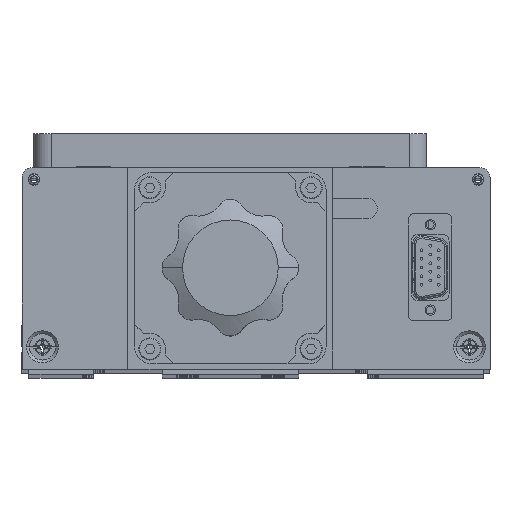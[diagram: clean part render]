
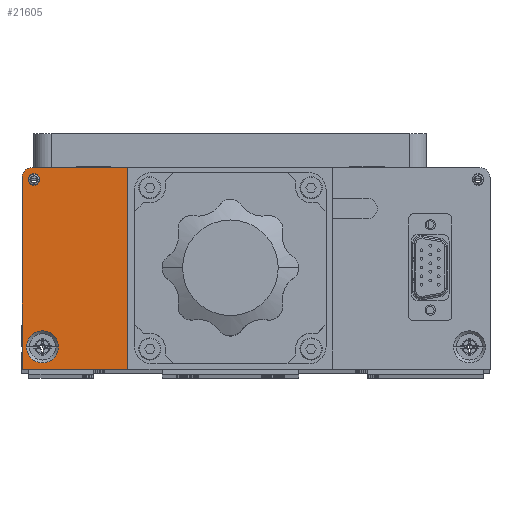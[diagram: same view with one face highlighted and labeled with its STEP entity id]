
A CAD part, top view. The second image highlights one B-rep face of the part: STEP entity #21605.
In plain terms, the highlighted planar face has unit normal (0, 0, 1).
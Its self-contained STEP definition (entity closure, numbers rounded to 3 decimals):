
#55 = VERTEX_POINT ( 'NONE', #7764 ) ;
#75 = CARTESIAN_POINT ( 'NONE',  ( -71.611, 47.082, 355. ) ) ;
#1705 = ORIENTED_EDGE ( 'NONE', *, *, #6763, .T. ) ;
#2181 = AXIS2_PLACEMENT_3D ( 'NONE', #5759, #2271, #7775 ) ;
#2271 = DIRECTION ( 'NONE',  ( 0., 0., 1. ) ) ;
#2629 = VERTEX_POINT ( 'NONE', #28463 ) ;
#3651 = CIRCLE ( 'NONE', #26342, 1.65 ) ;
#3877 = DIRECTION ( 'NONE',  ( 1., 0., 0. ) ) ;
#4009 = ORIENTED_EDGE ( 'NONE', *, *, #21655, .F. ) ;
#4017 = DIRECTION ( 'NONE',  ( 1., 0., 0. ) ) ;
#4414 = DIRECTION ( 'NONE',  ( 0., 0., 1. ) ) ;
#4717 = DIRECTION ( 'NONE',  ( 1., 0., 0. ) ) ;
#4739 = ORIENTED_EDGE ( 'NONE', *, *, #11598, .T. ) ;
#5412 = AXIS2_PLACEMENT_3D ( 'NONE', #26061, #9390, #14025 ) ;
#5759 = CARTESIAN_POINT ( 'NONE',  ( -65.611, -2.418, 355. ) ) ;
#5967 = AXIS2_PLACEMENT_3D ( 'NONE', #21682, #8085, #12274 ) ;
#6501 = LINE ( 'NONE', #18082, #7668 ) ;
#6698 = CIRCLE ( 'NONE', #9163, 4.7 ) ;
#6763 = EDGE_CURVE ( 'NONE', #23804, #30044, #12801, .T. ) ;
#7262 = DIRECTION ( 'NONE',  ( 1., 0., 0. ) ) ;
#7275 = CARTESIAN_POINT ( 'NONE',  ( -71.611, 47.082, 355. ) ) ;
#7668 = VECTOR ( 'NONE', #13302, 1000. ) ;
#7764 = CARTESIAN_POINT ( 'NONE',  ( -60.911, -2.418, 355. ) ) ;
#7775 = DIRECTION ( 'NONE',  ( 1., 0., 0. ) ) ;
#8085 = DIRECTION ( 'NONE',  ( 0., 0., 1. ) ) ;
#8491 = DIRECTION ( 'NONE',  ( 0., 0., 1. ) ) ;
#8635 = VERTEX_POINT ( 'NONE', #20726 ) ;
#8970 = CARTESIAN_POINT ( 'NONE',  ( -40.611, -8.918, 355. ) ) ;
#9163 = AXIS2_PLACEMENT_3D ( 'NONE', #10398, #19819, #3877 ) ;
#9275 = EDGE_CURVE ( 'NONE', #55, #20684, #12547, .T. ) ;
#9390 = DIRECTION ( 'NONE',  ( 0., 0., 1. ) ) ;
#9875 = VECTOR ( 'NONE', #7262, 1000. ) ;
#10398 = CARTESIAN_POINT ( 'NONE',  ( -65.611, -2.418, 355. ) ) ;
#10771 = DIRECTION ( 'NONE',  ( -1., 0., 0. ) ) ;
#11126 = VECTOR ( 'NONE', #20637, 1000. ) ;
#11322 = CIRCLE ( 'NONE', #5412, 1.65 ) ;
#11598 = EDGE_CURVE ( 'NONE', #14784, #2629, #16170, .T. ) ;
#12274 = DIRECTION ( 'NONE',  ( 1., 0., 0. ) ) ;
#12547 = CIRCLE ( 'NONE', #2181, 4.7 ) ;
#12801 = LINE ( 'NONE', #29784, #19920 ) ;
#13216 = EDGE_CURVE ( 'NONE', #20684, #55, #6698, .T. ) ;
#13302 = DIRECTION ( 'NONE',  ( 0., 1., 0. ) ) ;
#13607 = CARTESIAN_POINT ( 'NONE',  ( -68.111, 46.582, 355. ) ) ;
#13922 = CARTESIAN_POINT ( 'NONE',  ( -66.461, 46.582, 355. ) ) ;
#13983 = ORIENTED_EDGE ( 'NONE', *, *, #17826, .T. ) ;
#14025 = DIRECTION ( 'NONE',  ( 1., 0., 0. ) ) ;
#14784 = VERTEX_POINT ( 'NONE', #7275 ) ;
#16157 = FACE_BOUND ( 'NONE', #21506, .T. ) ;
#16170 = LINE ( 'NONE', #75, #11126 ) ;
#16274 = AXIS2_PLACEMENT_3D ( 'NONE', #25574, #4414, #4717 ) ;
#16577 = VERTEX_POINT ( 'NONE', #21014 ) ;
#16611 = PLANE ( 'NONE',  #16274 ) ;
#16981 = ORIENTED_EDGE ( 'NONE', *, *, #9275, .F. ) ;
#17690 = ORIENTED_EDGE ( 'NONE', *, *, #13216, .F. ) ;
#17826 = EDGE_CURVE ( 'NONE', #30044, #14784, #27174, .T. ) ;
#17923 = CARTESIAN_POINT ( 'NONE',  ( -40.611, 50.082, 355. ) ) ;
#18082 = CARTESIAN_POINT ( 'NONE',  ( -40.611, 50.082, 355. ) ) ;
#18391 = CARTESIAN_POINT ( 'NONE',  ( -68.611, 50.082, 355. ) ) ;
#18690 = EDGE_CURVE ( 'NONE', #2629, #8635, #18710, .T. ) ;
#18710 = LINE ( 'NONE', #8970, #9875 ) ;
#18768 = ORIENTED_EDGE ( 'NONE', *, *, #23904, .F. ) ;
#19819 = DIRECTION ( 'NONE',  ( 0., 0., 1. ) ) ;
#19913 = VERTEX_POINT ( 'NONE', #13922 ) ;
#19920 = VECTOR ( 'NONE', #10771, 1000. ) ;
#20637 = DIRECTION ( 'NONE',  ( 0., -1., 0. ) ) ;
#20684 = VERTEX_POINT ( 'NONE', #30539 ) ;
#20726 = CARTESIAN_POINT ( 'NONE',  ( -40.611, -8.918, 355. ) ) ;
#21014 = CARTESIAN_POINT ( 'NONE',  ( -69.761, 46.582, 355. ) ) ;
#21506 = EDGE_LOOP ( 'NONE', ( #4009, #18768 ) ) ;
#21605 = ADVANCED_FACE ( 'NONE', ( #28635, #23541, #16157 ), #16611, .T. ) ;
#21655 = EDGE_CURVE ( 'NONE', #16577, #19913, #11322, .T. ) ;
#21664 = ORIENTED_EDGE ( 'NONE', *, *, #18690, .T. ) ;
#21682 = CARTESIAN_POINT ( 'NONE',  ( -68.611, 47.082, 355. ) ) ;
#23541 = FACE_OUTER_BOUND ( 'NONE', #26788, .T. ) ;
#23804 = VERTEX_POINT ( 'NONE', #17923 ) ;
#23904 = EDGE_CURVE ( 'NONE', #19913, #16577, #3651, .T. ) ;
#25014 = EDGE_CURVE ( 'NONE', #8635, #23804, #6501, .T. ) ;
#25033 = EDGE_LOOP ( 'NONE', ( #16981, #17690 ) ) ;
#25574 = CARTESIAN_POINT ( 'NONE',  ( -68.611, 47.082, 355. ) ) ;
#26061 = CARTESIAN_POINT ( 'NONE',  ( -68.111, 46.582, 355. ) ) ;
#26342 = AXIS2_PLACEMENT_3D ( 'NONE', #13607, #8491, #4017 ) ;
#26788 = EDGE_LOOP ( 'NONE', ( #13983, #4739, #21664, #27887, #1705 ) ) ;
#27174 = CIRCLE ( 'NONE', #5967, 3. ) ;
#27887 = ORIENTED_EDGE ( 'NONE', *, *, #25014, .T. ) ;
#28463 = CARTESIAN_POINT ( 'NONE',  ( -71.611, -8.918, 355. ) ) ;
#28635 = FACE_BOUND ( 'NONE', #25033, .T. ) ;
#29784 = CARTESIAN_POINT ( 'NONE',  ( -40.611, 50.082, 355. ) ) ;
#30044 = VERTEX_POINT ( 'NONE', #18391 ) ;
#30539 = CARTESIAN_POINT ( 'NONE',  ( -70.311, -2.418, 355. ) ) ;
